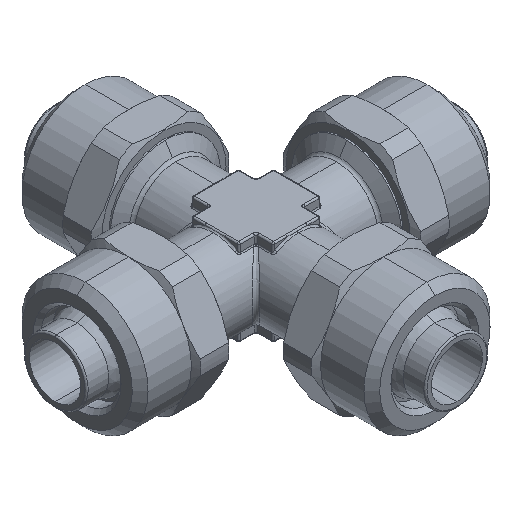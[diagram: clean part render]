
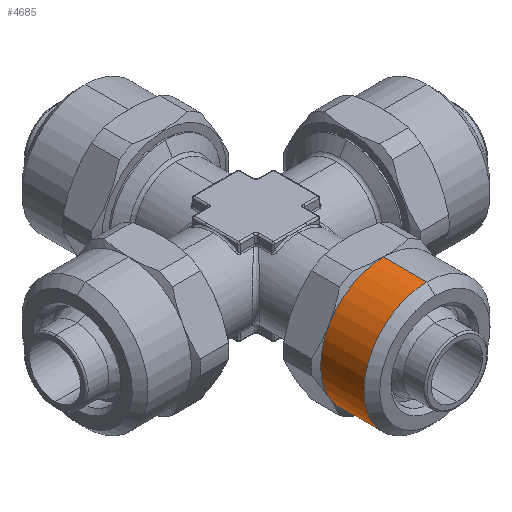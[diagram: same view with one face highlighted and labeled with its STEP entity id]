
A CAD part, isometric view. The second image highlights one B-rep face of the part: STEP entity #4685.
In plain terms, the highlighted cylindrical face has radius 8 mm (diameter 16 mm), a partial arc.
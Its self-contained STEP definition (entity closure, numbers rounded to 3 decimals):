
#667 = VERTEX_POINT ( 'NONE', #1199 ) ;
#689 = VERTEX_POINT ( 'NONE', #1209 ) ;
#768 = VERTEX_POINT ( 'NONE', #1238 ) ;
#769 = VERTEX_POINT ( 'NONE', #1239 ) ;
#773 = VERTEX_POINT ( 'NONE', #1241 ) ;
#776 = VERTEX_POINT ( 'NONE', #1243 ) ;
#1043 = ORIENTED_EDGE ( 'NONE', *, *, #3865, .F. ) ;
#1046 = ORIENTED_EDGE ( 'NONE', *, *, #3864, .F. ) ;
#1051 = ORIENTED_EDGE ( 'NONE', *, *, #3861, .T. ) ;
#1068 = ORIENTED_EDGE ( 'NONE', *, *, #3860, .T. ) ;
#1069 = ORIENTED_EDGE ( 'NONE', *, *, #3863, .F. ) ;
#1071 = ORIENTED_EDGE ( 'NONE', *, *, #3862, .F. ) ;
#1199 = CARTESIAN_POINT ( 'NONE',  ( 0., -16.2, 8. ) ) ;
#1209 = CARTESIAN_POINT ( 'NONE',  ( 0., -21.7, -8. ) ) ;
#1238 = CARTESIAN_POINT ( 'NONE',  ( -6.928, -16.2, -4. ) ) ;
#1239 = CARTESIAN_POINT ( 'NONE',  ( 0., -16.2, -8. ) ) ;
#1241 = CARTESIAN_POINT ( 'NONE',  ( -6.928, -16.2, 4. ) ) ;
#1243 = CARTESIAN_POINT ( 'NONE',  ( 0., -21.7, 8. ) ) ;
#1623 = AXIS2_PLACEMENT_3D ( 'NONE', #6634, #6635, #6636 ) ;
#1625 = VECTOR ( 'NONE', #6624, 1000. ) ;
#1631 = CIRCLE ( 'NONE', #1623, 8. ) ;
#1636 = AXIS2_PLACEMENT_3D ( 'NONE', #6631, #6632, #6633 ) ;
#1640 = AXIS2_PLACEMENT_3D ( 'NONE', #6628, #6629, #6630 ) ;
#1642 = AXIS2_PLACEMENT_3D ( 'NONE', #6625, #6626, #6627 ) ;
#1646 = CIRCLE ( 'NONE', #1640, 8. ) ;
#1649 = CIRCLE ( 'NONE', #1642, 8. ) ;
#1650 = VECTOR ( 'NONE', #6638, 1000. ) ;
#1652 = CIRCLE ( 'NONE', #1636, 8. ) ;
#2538 = EDGE_LOOP ( 'NONE', ( #1051, #1068, #1071, #1069, #1046, #1043 ) ) ;
#3860 = EDGE_CURVE ( 'NONE', #776, #667, #5211, .T. ) ;
#3861 = EDGE_CURVE ( 'NONE', #689, #776, #1649, .T. ) ;
#3862 = EDGE_CURVE ( 'NONE', #773, #667, #1646, .T. ) ;
#3863 = EDGE_CURVE ( 'NONE', #768, #773, #1652, .T. ) ;
#3864 = EDGE_CURVE ( 'NONE', #769, #768, #1631, .T. ) ;
#3865 = EDGE_CURVE ( 'NONE', #689, #769, #5212, .T. ) ;
#4685 = ADVANCED_FACE ( 'NONE', ( #8536 ), #8537, .T. ) ;
#5211 = LINE ( 'NONE', #6623, #1625 ) ;
#5212 = LINE ( 'NONE', #6637, #1650 ) ;
#6623 = CARTESIAN_POINT ( 'NONE',  ( 0., -8.487, 8. ) ) ;
#6624 = DIRECTION ( 'NONE',  ( 0., 1., 0. ) ) ;
#6625 = CARTESIAN_POINT ( 'NONE',  ( 0., -21.7, 0. ) ) ;
#6626 = DIRECTION ( 'NONE',  ( 0., 1., 0. ) ) ;
#6627 = DIRECTION ( 'NONE',  ( 0., 0., -1. ) ) ;
#6628 = CARTESIAN_POINT ( 'NONE',  ( 0., -16.2, 0. ) ) ;
#6629 = DIRECTION ( 'NONE',  ( 0., 1., 0. ) ) ;
#6630 = DIRECTION ( 'NONE',  ( 0., 0., -1. ) ) ;
#6631 = CARTESIAN_POINT ( 'NONE',  ( 0., -16.2, 0. ) ) ;
#6632 = DIRECTION ( 'NONE',  ( 0., 1., 0. ) ) ;
#6633 = DIRECTION ( 'NONE',  ( 0., 0., -1. ) ) ;
#6634 = CARTESIAN_POINT ( 'NONE',  ( 0., -16.2, 0. ) ) ;
#6635 = DIRECTION ( 'NONE',  ( 0., 1., 0. ) ) ;
#6636 = DIRECTION ( 'NONE',  ( 0., 0., -1. ) ) ;
#6637 = CARTESIAN_POINT ( 'NONE',  ( 0., -8.487, -8. ) ) ;
#6638 = DIRECTION ( 'NONE',  ( 0., 1., 0. ) ) ;
#8536 = FACE_OUTER_BOUND ( 'NONE', #2538, .T. ) ;
#8537 = CYLINDRICAL_SURFACE ( 'NONE', #10916, 8. ) ;
#10426 = CARTESIAN_POINT ( 'NONE',  ( 0., -8.487, 0. ) ) ;
#10427 = DIRECTION ( 'NONE',  ( 0., 1., 0. ) ) ;
#10428 = DIRECTION ( 'NONE',  ( 0., 0., -1. ) ) ;
#10916 = AXIS2_PLACEMENT_3D ( 'NONE', #10426, #10427, #10428 ) ;
